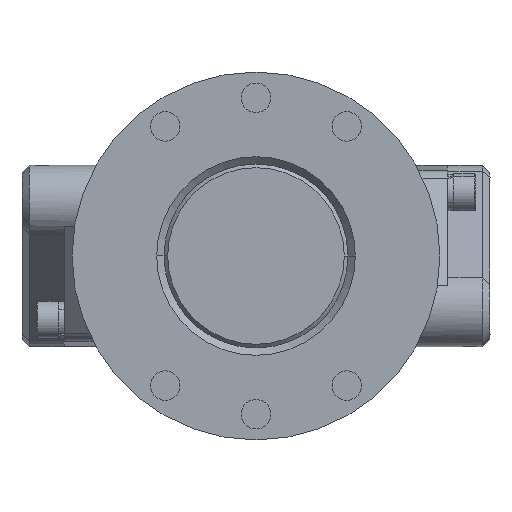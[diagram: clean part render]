
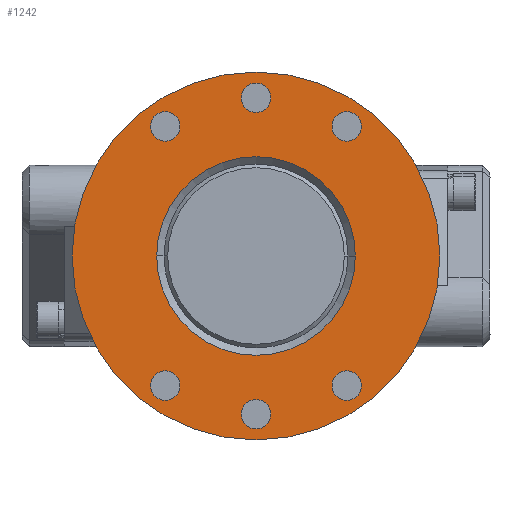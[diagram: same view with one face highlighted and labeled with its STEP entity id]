
A CAD part, left-side view. The second image highlights one B-rep face of the part: STEP entity #1242.
In plain terms, the highlighted planar face has unit normal (-1, 0, 0).
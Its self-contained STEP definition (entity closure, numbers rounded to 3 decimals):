
#109=CARTESIAN_POINT('',(-228.,0.,0.));
#110=DIRECTION('',(-1.,0.,0.));
#111=DIRECTION('',(0.,1.,0.));
#112=AXIS2_PLACEMENT_3D('',#109,#110,#111);
#114=CARTESIAN_POINT('',(-228.,0.,0.));
#115=DIRECTION('',(1.,0.,0.));
#116=DIRECTION('',(0.,1.,0.));
#117=AXIS2_PLACEMENT_3D('',#114,#115,#116);
#119=CARTESIAN_POINT('',(-228.,0.,0.));
#120=DIRECTION('',(-1.,0.,0.));
#121=DIRECTION('',(0.,1.,0.));
#122=AXIS2_PLACEMENT_3D('',#119,#120,#121);
#124=CARTESIAN_POINT('',(-228.,0.,0.));
#125=DIRECTION('',(-1.,0.,0.));
#126=DIRECTION('',(0.,-1.,0.));
#127=AXIS2_PLACEMENT_3D('',#124,#125,#126);
#129=CARTESIAN_POINT('',(-228.,-24.664,35.224));
#130=DIRECTION('',(-1.,0.,0.));
#131=DIRECTION('',(0.,0.,-1.));
#132=AXIS2_PLACEMENT_3D('',#129,#130,#131);
#134=CARTESIAN_POINT('',(-228.,-24.664,35.224));
#135=DIRECTION('',(-1.,0.,0.));
#136=DIRECTION('',(0.,0.,1.));
#137=AXIS2_PLACEMENT_3D('',#134,#135,#136);
#139=CARTESIAN_POINT('',(-228.,-24.664,-35.224));
#140=DIRECTION('',(-1.,0.,0.));
#141=DIRECTION('',(0.,0.,-1.));
#142=AXIS2_PLACEMENT_3D('',#139,#140,#141);
#144=CARTESIAN_POINT('',(-228.,-24.664,-35.224));
#145=DIRECTION('',(-1.,0.,0.));
#146=DIRECTION('',(0.,0.,1.));
#147=AXIS2_PLACEMENT_3D('',#144,#145,#146);
#149=CARTESIAN_POINT('',(-228.,24.664,35.224));
#150=DIRECTION('',(-1.,0.,0.));
#151=DIRECTION('',(0.,0.,-1.));
#152=AXIS2_PLACEMENT_3D('',#149,#150,#151);
#154=CARTESIAN_POINT('',(-228.,24.664,35.224));
#155=DIRECTION('',(-1.,0.,0.));
#156=DIRECTION('',(0.,0.,1.));
#157=AXIS2_PLACEMENT_3D('',#154,#155,#156);
#159=CARTESIAN_POINT('',(-228.,24.664,-35.224));
#160=DIRECTION('',(-1.,0.,0.));
#161=DIRECTION('',(0.,0.,-1.));
#162=AXIS2_PLACEMENT_3D('',#159,#160,#161);
#164=CARTESIAN_POINT('',(-228.,24.664,-35.224));
#165=DIRECTION('',(-1.,0.,0.));
#166=DIRECTION('',(0.,0.,1.));
#167=AXIS2_PLACEMENT_3D('',#164,#165,#166);
#169=CARTESIAN_POINT('',(-228.,0.,-43.));
#170=DIRECTION('',(-1.,0.,0.));
#171=DIRECTION('',(0.,0.,-1.));
#172=AXIS2_PLACEMENT_3D('',#169,#170,#171);
#174=CARTESIAN_POINT('',(-228.,0.,-43.));
#175=DIRECTION('',(-1.,0.,0.));
#176=DIRECTION('',(0.,0.,1.));
#177=AXIS2_PLACEMENT_3D('',#174,#175,#176);
#179=CARTESIAN_POINT('',(-228.,0.,43.));
#180=DIRECTION('',(-1.,0.,0.));
#181=DIRECTION('',(0.,0.,-1.));
#182=AXIS2_PLACEMENT_3D('',#179,#180,#181);
#184=CARTESIAN_POINT('',(-228.,0.,43.));
#185=DIRECTION('',(-1.,0.,0.));
#186=DIRECTION('',(0.,0.,1.));
#187=AXIS2_PLACEMENT_3D('',#184,#185,#186);
#912=CARTESIAN_POINT('',(-228.,50.,0.));
#914=VERTEX_POINT('',#912);
#916=CARTESIAN_POINT('',(-228.,-50.,0.));
#918=VERTEX_POINT('',#916);
#1001=CARTESIAN_POINT('',(-228.,-24.664,31.224));
#1002=CARTESIAN_POINT('',(-228.,-24.664,39.224));
#1003=VERTEX_POINT('',#1001);
#1004=VERTEX_POINT('',#1002);
#1005=CARTESIAN_POINT('',(-228.,-24.664,-39.224));
#1006=CARTESIAN_POINT('',(-228.,-24.664,-31.224));
#1007=VERTEX_POINT('',#1005);
#1008=VERTEX_POINT('',#1006);
#1009=CARTESIAN_POINT('',(-228.,24.664,31.224));
#1010=CARTESIAN_POINT('',(-228.,24.664,39.224));
#1011=VERTEX_POINT('',#1009);
#1012=VERTEX_POINT('',#1010);
#1013=CARTESIAN_POINT('',(-228.,24.664,-39.224));
#1014=CARTESIAN_POINT('',(-228.,24.664,-31.224));
#1015=VERTEX_POINT('',#1013);
#1016=VERTEX_POINT('',#1014);
#1025=CARTESIAN_POINT('',(-228.,0.,-47.));
#1026=CARTESIAN_POINT('',(-228.,0.,-39.));
#1027=VERTEX_POINT('',#1025);
#1028=VERTEX_POINT('',#1026);
#1029=CARTESIAN_POINT('',(-228.,0.,39.));
#1030=CARTESIAN_POINT('',(-228.,0.,47.));
#1031=VERTEX_POINT('',#1029);
#1032=VERTEX_POINT('',#1030);
#1051=CARTESIAN_POINT('',(-228.,27.,0.));
#1052=CARTESIAN_POINT('',(-228.,-27.,0.));
#1053=VERTEX_POINT('',#1051);
#1054=VERTEX_POINT('',#1052);
#1191=CARTESIAN_POINT('',(-228.,0.,0.));
#1192=DIRECTION('',(-1.,0.,0.));
#1193=DIRECTION('',(0.,1.,0.));
#1194=AXIS2_PLACEMENT_3D('',#1191,#1192,#1193);
#1195=PLANE('',#1194);
#1197=ORIENTED_EDGE('',*,*,#1196,.F.);
#1199=ORIENTED_EDGE('',*,*,#1198,.T.);
#1200=EDGE_LOOP('',(#1197,#1199));
#1201=FACE_OUTER_BOUND('',#1200,.F.);
#1202=ORIENTED_EDGE('',*,*,#1185,.T.);
#1203=ORIENTED_EDGE('',*,*,#1171,.T.);
#1204=EDGE_LOOP('',(#1202,#1203));
#1205=FACE_BOUND('',#1204,.F.);
#1207=ORIENTED_EDGE('',*,*,#1206,.T.);
#1209=ORIENTED_EDGE('',*,*,#1208,.T.);
#1210=EDGE_LOOP('',(#1207,#1209));
#1211=FACE_BOUND('',#1210,.F.);
#1213=ORIENTED_EDGE('',*,*,#1212,.T.);
#1215=ORIENTED_EDGE('',*,*,#1214,.T.);
#1216=EDGE_LOOP('',(#1213,#1215));
#1217=FACE_BOUND('',#1216,.F.);
#1219=ORIENTED_EDGE('',*,*,#1218,.T.);
#1221=ORIENTED_EDGE('',*,*,#1220,.T.);
#1222=EDGE_LOOP('',(#1219,#1221));
#1223=FACE_BOUND('',#1222,.F.);
#1225=ORIENTED_EDGE('',*,*,#1224,.T.);
#1227=ORIENTED_EDGE('',*,*,#1226,.T.);
#1228=EDGE_LOOP('',(#1225,#1227));
#1229=FACE_BOUND('',#1228,.F.);
#1231=ORIENTED_EDGE('',*,*,#1230,.T.);
#1233=ORIENTED_EDGE('',*,*,#1232,.T.);
#1234=EDGE_LOOP('',(#1231,#1233));
#1235=FACE_BOUND('',#1234,.F.);
#1237=ORIENTED_EDGE('',*,*,#1236,.T.);
#1239=ORIENTED_EDGE('',*,*,#1238,.T.);
#1240=EDGE_LOOP('',(#1237,#1239));
#1241=FACE_BOUND('',#1240,.F.);
#1242=ADVANCED_FACE('',(#1201,#1205,#1211,#1217,#1223,#1229,#1235,#1241),#1195,
.T.);
#113=CIRCLE('',#112,50.);
#118=CIRCLE('',#117,50.);
#123=CIRCLE('',#122,27.);
#128=CIRCLE('',#127,27.);
#133=CIRCLE('',#132,4.);
#138=CIRCLE('',#137,4.);
#143=CIRCLE('',#142,4.);
#148=CIRCLE('',#147,4.);
#153=CIRCLE('',#152,4.);
#158=CIRCLE('',#157,4.);
#163=CIRCLE('',#162,4.);
#168=CIRCLE('',#167,4.);
#173=CIRCLE('',#172,4.);
#178=CIRCLE('',#177,4.);
#183=CIRCLE('',#182,4.);
#188=CIRCLE('',#187,4.);
#1171=EDGE_CURVE('',#1054,#1053,#128,.T.);
#1185=EDGE_CURVE('',#1053,#1054,#123,.T.);
#1196=EDGE_CURVE('',#914,#918,#113,.T.);
#1198=EDGE_CURVE('',#914,#918,#118,.T.);
#1206=EDGE_CURVE('',#1003,#1004,#133,.T.);
#1208=EDGE_CURVE('',#1004,#1003,#138,.T.);
#1212=EDGE_CURVE('',#1007,#1008,#143,.T.);
#1214=EDGE_CURVE('',#1008,#1007,#148,.T.);
#1218=EDGE_CURVE('',#1011,#1012,#153,.T.);
#1220=EDGE_CURVE('',#1012,#1011,#158,.T.);
#1224=EDGE_CURVE('',#1015,#1016,#163,.T.);
#1226=EDGE_CURVE('',#1016,#1015,#168,.T.);
#1230=EDGE_CURVE('',#1027,#1028,#173,.T.);
#1232=EDGE_CURVE('',#1028,#1027,#178,.T.);
#1236=EDGE_CURVE('',#1031,#1032,#183,.T.);
#1238=EDGE_CURVE('',#1032,#1031,#188,.T.);
